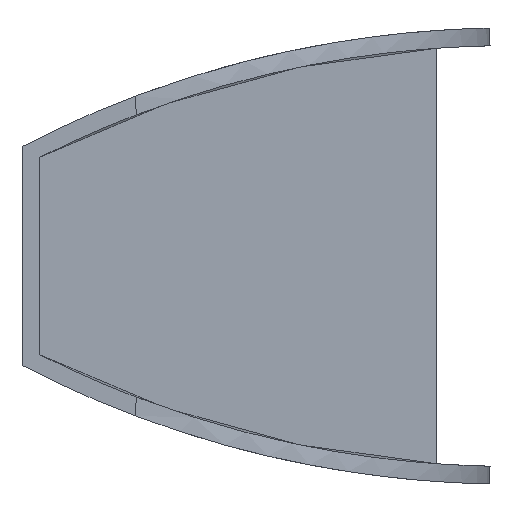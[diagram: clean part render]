
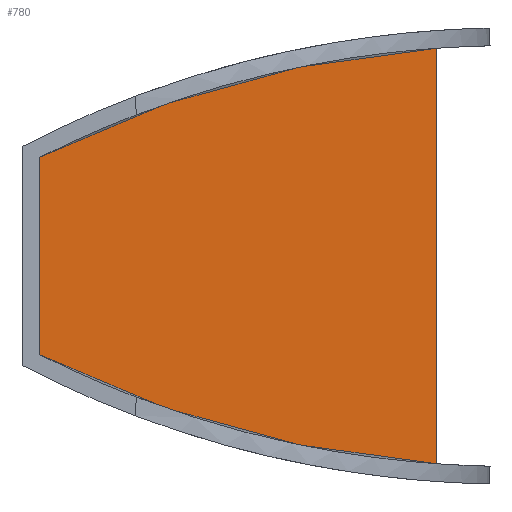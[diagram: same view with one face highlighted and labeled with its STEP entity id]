
A CAD part, left-side view. The second image highlights one B-rep face of the part: STEP entity #780.
In plain terms, the highlighted planar face has unit normal (-1, 0, 0).
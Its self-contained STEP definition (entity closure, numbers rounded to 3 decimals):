
#10 = PLANE ( 'NONE',  #530 ) ;
#30 = EDGE_CURVE ( 'NONE', #769, #52, #596, .T. ) ;
#51 = DIRECTION ( 'NONE',  ( -1., 0., 0. ) ) ;
#52 = VERTEX_POINT ( 'NONE', #371 ) ;
#116 = CARTESIAN_POINT ( 'NONE',  ( -101.498, -12.574, 128.544 ) ) ;
#118 = DIRECTION ( 'NONE',  ( -1., 0., 0. ) ) ;
#119 = DIRECTION ( 'NONE',  ( 0., 0., -1. ) ) ;
#122 = ORIENTED_EDGE ( 'NONE', *, *, #30, .T. ) ;
#142 = DIRECTION ( 'NONE',  ( 1., 0., 0. ) ) ;
#161 = EDGE_CURVE ( 'NONE', #646, #199, #473, .T. ) ;
#187 = CARTESIAN_POINT ( 'NONE',  ( -101.498, 67., -29.759 ) ) ;
#199 = VERTEX_POINT ( 'NONE', #187 ) ;
#227 = CIRCLE ( 'NONE', #323, 177.177 ) ;
#228 = DIRECTION ( 'NONE',  ( 0., 0., -1. ) ) ;
#235 = CARTESIAN_POINT ( 'NONE',  ( -101.498, 67., -31.598 ) ) ;
#301 = EDGE_CURVE ( 'NONE', #199, #769, #320, .T. ) ;
#320 = CIRCLE ( 'NONE', #363, 177.177 ) ;
#323 = AXIS2_PLACEMENT_3D ( 'NONE', #400, #51, #581 ) ;
#340 = VECTOR ( 'NONE', #228, 1000. ) ;
#363 = AXIS2_PLACEMENT_3D ( 'NONE', #116, #118, #119 ) ;
#371 = CARTESIAN_POINT ( 'NONE',  ( -101.498, 0., 21.991 ) ) ;
#400 = CARTESIAN_POINT ( 'NONE',  ( -101.498, -12.574, -154.739 ) ) ;
#438 = EDGE_LOOP ( 'NONE', ( #613, #626, #122, #685 ) ) ;
#473 = LINE ( 'NONE', #235, #340 ) ;
#521 = VECTOR ( 'NONE', #788, 1000. ) ;
#530 = AXIS2_PLACEMENT_3D ( 'NONE', #567, #142, #621 ) ;
#567 = CARTESIAN_POINT ( 'NONE',  ( -101.498, 70., -31.598 ) ) ;
#581 = DIRECTION ( 'NONE',  ( 0., 0., -1. ) ) ;
#596 = LINE ( 'NONE', #791, #521 ) ;
#613 = ORIENTED_EDGE ( 'NONE', *, *, #161, .T. ) ;
#621 = DIRECTION ( 'NONE',  ( 0., 0., -1. ) ) ;
#626 = ORIENTED_EDGE ( 'NONE', *, *, #301, .T. ) ;
#634 = CARTESIAN_POINT ( 'NONE',  ( -101.498, 67., 3.563 ) ) ;
#646 = VERTEX_POINT ( 'NONE', #634 ) ;
#685 = ORIENTED_EDGE ( 'NONE', *, *, #746, .T. ) ;
#746 = EDGE_CURVE ( 'NONE', #52, #646, #227, .T. ) ;
#768 = CARTESIAN_POINT ( 'NONE',  ( -101.498, 0., -48.186 ) ) ;
#769 = VERTEX_POINT ( 'NONE', #768 ) ;
#780 = ADVANCED_FACE ( 'NONE', ( #832 ), #10, .F. ) ;
#788 = DIRECTION ( 'NONE',  ( 0., 0., 1. ) ) ;
#791 = CARTESIAN_POINT ( 'NONE',  ( -101.498, 0., -31.598 ) ) ;
#832 = FACE_OUTER_BOUND ( 'NONE', #438, .T. ) ;
